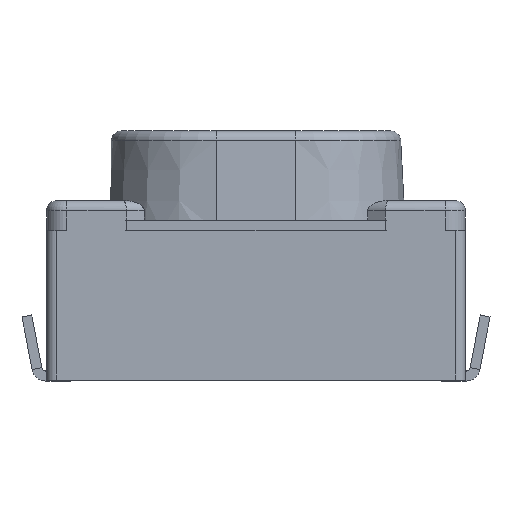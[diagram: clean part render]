
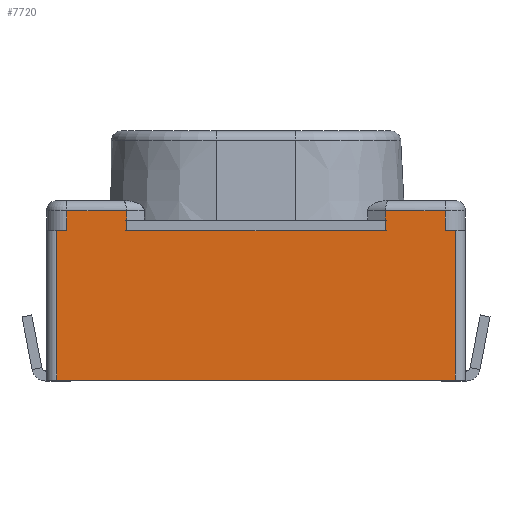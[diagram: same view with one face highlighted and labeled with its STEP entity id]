
A CAD part, front view. The second image highlights one B-rep face of the part: STEP entity #7720.
In plain terms, the highlighted planar face has unit normal (0, -1, 0).
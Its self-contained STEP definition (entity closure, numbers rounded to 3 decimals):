
#312 = ORIENTED_EDGE ( 'NONE', *, *, #4603, .T. ) ;
#396 = VECTOR ( 'NONE', #13647, 1000. ) ;
#485 = EDGE_CURVE ( 'NONE', #3621, #15285, #15108, .T. ) ;
#746 = DIRECTION ( 'NONE',  ( -1., 0., 0. ) ) ;
#792 = EDGE_CURVE ( 'NONE', #14637, #16978, #13044, .T. ) ;
#1293 = VERTEX_POINT ( 'NONE', #10752 ) ;
#1463 = ORIENTED_EDGE ( 'NONE', *, *, #15325, .F. ) ;
#1583 = VECTOR ( 'NONE', #17685, 1000. ) ;
#1615 = LINE ( 'NONE', #4834, #13094 ) ;
#1903 = DIRECTION ( 'NONE',  ( 0., 0., 1. ) ) ;
#1913 = DIRECTION ( 'NONE',  ( 0., 0., -1. ) ) ;
#1996 = FACE_OUTER_BOUND ( 'NONE', #4621, .T. ) ;
#2191 = DIRECTION ( 'NONE',  ( 0., 0., -1. ) ) ;
#2662 = ORIENTED_EDGE ( 'NONE', *, *, #9355, .F. ) ;
#3385 = LINE ( 'NONE', #8327, #8010 ) ;
#3514 = CARTESIAN_POINT ( 'NONE',  ( -1.9, -1.6, 1.7 ) ) ;
#3621 = VERTEX_POINT ( 'NONE', #16938 ) ;
#3947 = DIRECTION ( 'NONE',  ( 0., 0., -1. ) ) ;
#4190 = CARTESIAN_POINT ( 'NONE',  ( -1.9, -1.6, 1.5 ) ) ;
#4484 = ORIENTED_EDGE ( 'NONE', *, *, #9603, .F. ) ;
#4593 = CARTESIAN_POINT ( 'NONE',  ( 1.9, -1.6, 4.936 ) ) ;
#4603 = EDGE_CURVE ( 'NONE', #1293, #11352, #4620, .T. ) ;
#4620 = LINE ( 'NONE', #18474, #12424 ) ;
#4621 = EDGE_LOOP ( 'NONE', ( #1463, #12054, #19208, #4484, #7167, #9638, #9971, #2662, #312, #18736, #13648, #14991 ) ) ;
#4689 = EDGE_CURVE ( 'NONE', #15285, #8612, #1615, .T. ) ;
#4834 = CARTESIAN_POINT ( 'NONE',  ( 1.3, -1.6, 4.936 ) ) ;
#5746 = VECTOR ( 'NONE', #17979, 1000. ) ;
#5799 = VERTEX_POINT ( 'NONE', #9614 ) ;
#6705 = VECTOR ( 'NONE', #17063, 1000. ) ;
#7145 = CARTESIAN_POINT ( 'NONE',  ( -2.1, -1.6, 1.5 ) ) ;
#7167 = ORIENTED_EDGE ( 'NONE', *, *, #11553, .F. ) ;
#7411 = CARTESIAN_POINT ( 'NONE',  ( -2., -1.6, 0. ) ) ;
#7523 = CARTESIAN_POINT ( 'NONE',  ( -1.3, -1.6, 1.5 ) ) ;
#7720 = ADVANCED_FACE ( 'NONE', ( #1996 ), #8304, .F. ) ;
#8010 = VECTOR ( 'NONE', #8534, 1000. ) ;
#8304 = PLANE ( 'NONE',  #14031 ) ;
#8327 = CARTESIAN_POINT ( 'NONE',  ( -2.1, -1.6, 1.5 ) ) ;
#8332 = LINE ( 'NONE', #19227, #5746 ) ;
#8534 = DIRECTION ( 'NONE',  ( 1., 0., 0. ) ) ;
#8612 = VERTEX_POINT ( 'NONE', #12792 ) ;
#8792 = VERTEX_POINT ( 'NONE', #4190 ) ;
#9355 = EDGE_CURVE ( 'NONE', #1293, #8792, #16929, .T. ) ;
#9393 = VERTEX_POINT ( 'NONE', #10553 ) ;
#9482 = CARTESIAN_POINT ( 'NONE',  ( -2.1, -1.6, 1.5 ) ) ;
#9603 = EDGE_CURVE ( 'NONE', #17483, #8612, #3385, .T. ) ;
#9614 = CARTESIAN_POINT ( 'NONE',  ( 2., -1.6, 1.5 ) ) ;
#9622 = DIRECTION ( 'NONE',  ( -1., 0., 0. ) ) ;
#9638 = ORIENTED_EDGE ( 'NONE', *, *, #792, .T. ) ;
#9727 = LINE ( 'NONE', #15967, #16170 ) ;
#9971 = ORIENTED_EDGE ( 'NONE', *, *, #18271, .T. ) ;
#10000 = CARTESIAN_POINT ( 'NONE',  ( -1.9, -1.6, 4.936 ) ) ;
#10428 = EDGE_CURVE ( 'NONE', #11352, #11303, #8332, .T. ) ;
#10511 = CARTESIAN_POINT ( 'NONE',  ( 1.3, -1.6, 1.7 ) ) ;
#10553 = CARTESIAN_POINT ( 'NONE',  ( 1.9, -1.6, 1.5 ) ) ;
#10752 = CARTESIAN_POINT ( 'NONE',  ( -2., -1.6, 1.5 ) ) ;
#10783 = LINE ( 'NONE', #9482, #6705 ) ;
#10883 = VECTOR ( 'NONE', #13609, 1000. ) ;
#11303 = VERTEX_POINT ( 'NONE', #14666 ) ;
#11352 = VERTEX_POINT ( 'NONE', #7411 ) ;
#11553 = EDGE_CURVE ( 'NONE', #14637, #17483, #15015, .T. ) ;
#12054 = ORIENTED_EDGE ( 'NONE', *, *, #485, .T. ) ;
#12424 = VECTOR ( 'NONE', #19933, 1000. ) ;
#12792 = CARTESIAN_POINT ( 'NONE',  ( 1.3, -1.6, 1.5 ) ) ;
#13044 = LINE ( 'NONE', #19042, #1583 ) ;
#13094 = VECTOR ( 'NONE', #1913, 1000. ) ;
#13467 = CARTESIAN_POINT ( 'NONE',  ( -1.3, -1.6, 4.936 ) ) ;
#13609 = DIRECTION ( 'NONE',  ( 0., 0., -1. ) ) ;
#13634 = VECTOR ( 'NONE', #2191, 1000. ) ;
#13647 = DIRECTION ( 'NONE',  ( 1., 0., 0. ) ) ;
#13648 = ORIENTED_EDGE ( 'NONE', *, *, #16080, .T. ) ;
#14031 = AXIS2_PLACEMENT_3D ( 'NONE', #17422, #14441, #9622 ) ;
#14441 = DIRECTION ( 'NONE',  ( 0., 1., 0. ) ) ;
#14637 = VERTEX_POINT ( 'NONE', #20205 ) ;
#14666 = CARTESIAN_POINT ( 'NONE',  ( 2., -1.6, 0. ) ) ;
#14991 = ORIENTED_EDGE ( 'NONE', *, *, #15752, .F. ) ;
#15015 = LINE ( 'NONE', #13467, #16021 ) ;
#15108 = LINE ( 'NONE', #17632, #16614 ) ;
#15285 = VERTEX_POINT ( 'NONE', #10511 ) ;
#15325 = EDGE_CURVE ( 'NONE', #3621, #9393, #20097, .T. ) ;
#15752 = EDGE_CURVE ( 'NONE', #9393, #5799, #10783, .T. ) ;
#15967 = CARTESIAN_POINT ( 'NONE',  ( 2., -1.6, 1.5 ) ) ;
#16021 = VECTOR ( 'NONE', #3947, 1000. ) ;
#16080 = EDGE_CURVE ( 'NONE', #11303, #5799, #9727, .T. ) ;
#16170 = VECTOR ( 'NONE', #1903, 1000. ) ;
#16614 = VECTOR ( 'NONE', #746, 1000. ) ;
#16929 = LINE ( 'NONE', #7145, #396 ) ;
#16938 = CARTESIAN_POINT ( 'NONE',  ( 1.9, -1.6, 1.7 ) ) ;
#16978 = VERTEX_POINT ( 'NONE', #3514 ) ;
#17063 = DIRECTION ( 'NONE',  ( 1., 0., 0. ) ) ;
#17422 = CARTESIAN_POINT ( 'NONE',  ( -2.1, -1.6, 1.5 ) ) ;
#17483 = VERTEX_POINT ( 'NONE', #7523 ) ;
#17632 = CARTESIAN_POINT ( 'NONE',  ( -2.1, -1.6, 1.7 ) ) ;
#17685 = DIRECTION ( 'NONE',  ( -1., 0., 0. ) ) ;
#17979 = DIRECTION ( 'NONE',  ( 1., 0., 0. ) ) ;
#18271 = EDGE_CURVE ( 'NONE', #16978, #8792, #18321, .T. ) ;
#18321 = LINE ( 'NONE', #10000, #13634 ) ;
#18474 = CARTESIAN_POINT ( 'NONE',  ( -2., -1.6, 1.5 ) ) ;
#18736 = ORIENTED_EDGE ( 'NONE', *, *, #10428, .T. ) ;
#19042 = CARTESIAN_POINT ( 'NONE',  ( -2.1, -1.6, 1.7 ) ) ;
#19208 = ORIENTED_EDGE ( 'NONE', *, *, #4689, .T. ) ;
#19227 = CARTESIAN_POINT ( 'NONE',  ( -2.1, -1.6, 0. ) ) ;
#19933 = DIRECTION ( 'NONE',  ( 0., 0., -1. ) ) ;
#20097 = LINE ( 'NONE', #4593, #10883 ) ;
#20205 = CARTESIAN_POINT ( 'NONE',  ( -1.3, -1.6, 1.7 ) ) ;
